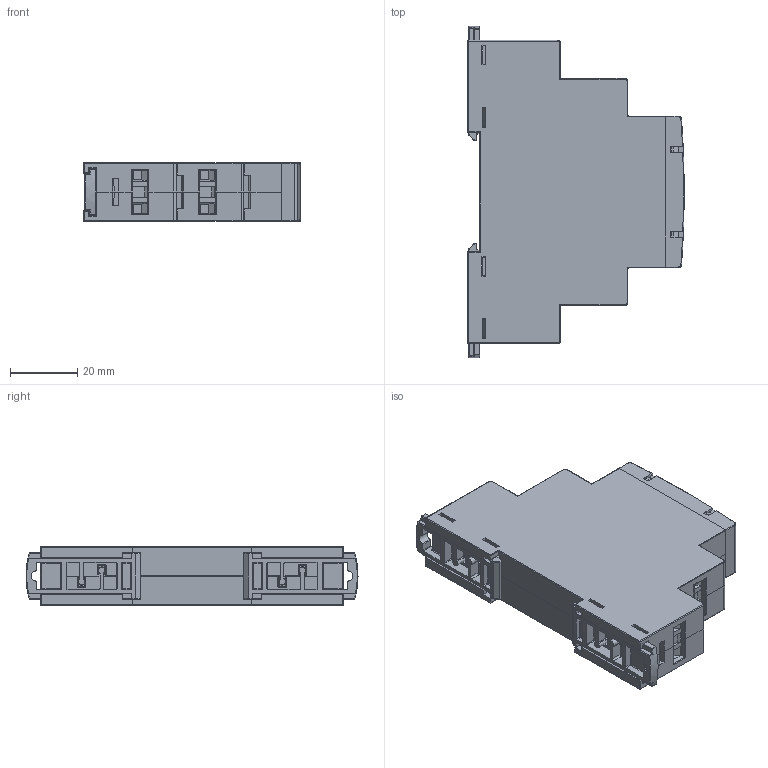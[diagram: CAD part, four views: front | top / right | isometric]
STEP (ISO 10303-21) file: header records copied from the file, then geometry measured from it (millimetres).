
FILE_DESCRIPTION (( 'STEP AP214' ), '1' );
FILE_NAME ('RPI-3Z-UNI.STEP', '2020-05-04T05:55:36', ( 'konserwatorlok1' ), ( 'Microsoft' ), 'SwSTEP 2.0', 'SolidWorks 2020', '' );
FILE_SCHEMA (( 'AUTOMOTIVE_DESIGN' ));
Length unit declared in the file: millimetre
Products named in the file (5): MOD-0710-(...) Panel (...)- uproszczony_G; MSG03001_Wkr©t krzy¾owy bez ˜rodkowego; RPI-3Z-UNI; Obudowa uproszczona_Pod czas¢wk©; T4NW-2000 Zaczep na szynê DIN
Assembly tree (9 placements, depth 2):
  RPI-3Z-UNI
    Obudowa uproszczona_Pod czas¢wk©  x2
    MSG03001_Wkr©t krzy¾owy bez ˜rodkowego  x4
    T4NW-2000 Zaczep na szynê DIN  x2
    MOD-0710-(...) Panel (...)- uproszczony_G
Bounding box: 64.22 x 98.6 x 17.5 mm (x, y, z)
Volume: 25079.8 mm3; surface area: 38732.5 mm2
Topology: 9 solids, 13 shells, 1997 faces, 5258 edges, 3380 vertices
Faces by surface type: plane 1235, cylinder 434, bspline 208, torus 60, sphere 44, cone 16
Full cylindrical faces by diameter (mm): 1 x6, 1.05 x6, 1.3 x4, 1.4 x8, 1.7 x4, 3 x2, 3.85 x12, 4 x16, 6 x2
Entity records: 32989 total; most frequent: CARTESIAN_POINT 10977, ORIENTED_EDGE 4636, DIRECTION 3868, EDGE_CURVE 2318, LINE 1610, VECTOR 1610, VERTEX_POINT 1504, AXIS2_PLACEMENT_3D 1129
